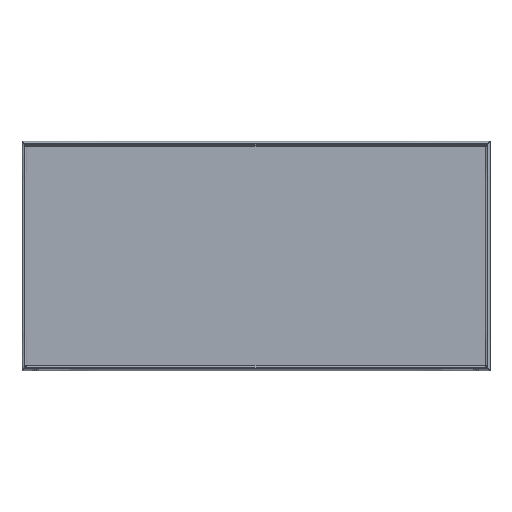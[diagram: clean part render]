
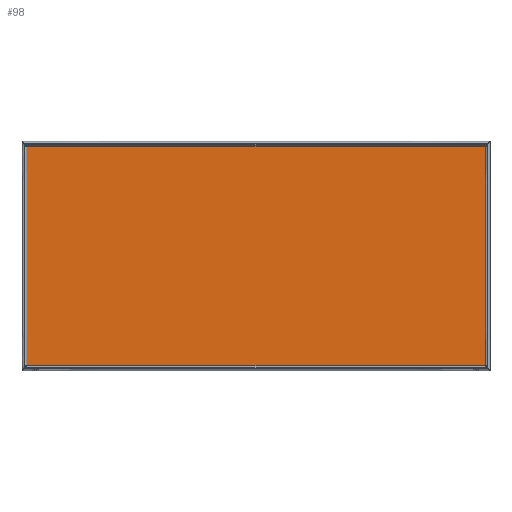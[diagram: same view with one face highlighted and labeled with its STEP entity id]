
A CAD part, top view. The second image highlights one B-rep face of the part: STEP entity #98.
In plain terms, the highlighted free-form (B-spline) face has degree [1, 1] with [2, 2] control points.
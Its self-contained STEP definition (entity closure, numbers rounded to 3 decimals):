
#98=ADVANCED_FACE($,(#158),#780,.T.);
#158=FACE_OUTER_BOUND($,#220,.T.);
#220=EDGE_LOOP($,(#440,#441,#442,#443));
#440=ORIENTED_EDGE($,*,*,#618,.T.);
#441=ORIENTED_EDGE($,*,*,#624,.T.);
#442=ORIENTED_EDGE($,*,*,#623,.T.);
#443=ORIENTED_EDGE($,*,*,#622,.T.);
#618=EDGE_CURVE($,#725,#731,#900,.T.);
#622=EDGE_CURVE($,#729,#725,#904,.T.);
#623=EDGE_CURVE($,#730,#729,#905,.T.);
#624=EDGE_CURVE($,#731,#730,#906,.T.);
#725=VERTEX_POINT($,#2986);
#729=VERTEX_POINT($,#2990);
#730=VERTEX_POINT($,#2991);
#731=VERTEX_POINT($,#2992);
#780=B_SPLINE_SURFACE_WITH_KNOTS($,1,1,((#2969,#2970),(#2971,#2972)),.UNSPECIFIED.,
.F.,.F.,.F.,(2,2),(2,2),(0.,980.),(-470.,0.),.UNSPECIFIED.);
#900=B_SPLINE_CURVE_WITH_KNOTS($,1,(#2941,#2942),.UNSPECIFIED.,.F.,.F.,(2,
2),(10.,480.),.UNSPECIFIED.);
#904=B_SPLINE_CURVE_WITH_KNOTS($,1,(#2949,#2950),.UNSPECIFIED.,.F.,.F.,(2,
2),(1930.,2910.),.UNSPECIFIED.);
#905=B_SPLINE_CURVE_WITH_KNOTS($,1,(#2951,#2952),.UNSPECIFIED.,.F.,.F.,(2,
2),(1460.,1930.),.UNSPECIFIED.);
#906=B_SPLINE_CURVE_WITH_KNOTS($,1,(#2953,#2954),.UNSPECIFIED.,.F.,.F.,(2,
2),(480.,1460.),.UNSPECIFIED.);
#2941=CARTESIAN_POINT($,(-1812.828,1477.358,309.));
#2942=CARTESIAN_POINT($,(-1812.828,1007.358,309.));
#2949=CARTESIAN_POINT($,(-832.828,1477.358,309.));
#2950=CARTESIAN_POINT($,(-1812.828,1477.358,309.));
#2951=CARTESIAN_POINT($,(-832.828,1007.358,309.));
#2952=CARTESIAN_POINT($,(-832.828,1477.358,309.));
#2953=CARTESIAN_POINT($,(-1812.828,1007.358,309.));
#2954=CARTESIAN_POINT($,(-832.828,1007.358,309.));
#2969=CARTESIAN_POINT($,(-1812.828,1007.358,309.));
#2970=CARTESIAN_POINT($,(-1812.828,1477.358,309.));
#2971=CARTESIAN_POINT($,(-832.828,1007.358,309.));
#2972=CARTESIAN_POINT($,(-832.828,1477.358,309.));
#2986=CARTESIAN_POINT($,(-1812.828,1477.358,309.));
#2990=CARTESIAN_POINT($,(-832.828,1477.358,309.));
#2991=CARTESIAN_POINT($,(-832.828,1007.358,309.));
#2992=CARTESIAN_POINT($,(-1812.828,1007.358,309.));
